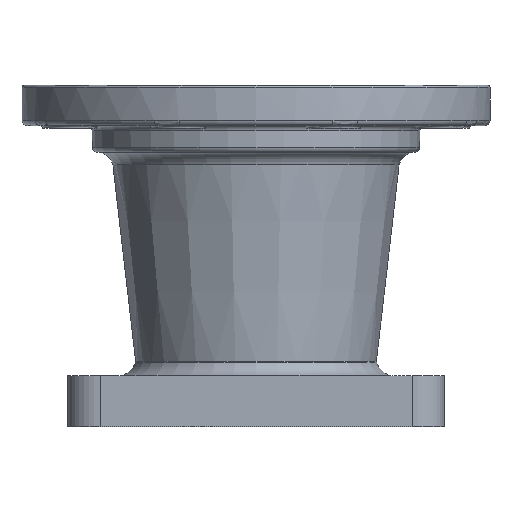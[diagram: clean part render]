
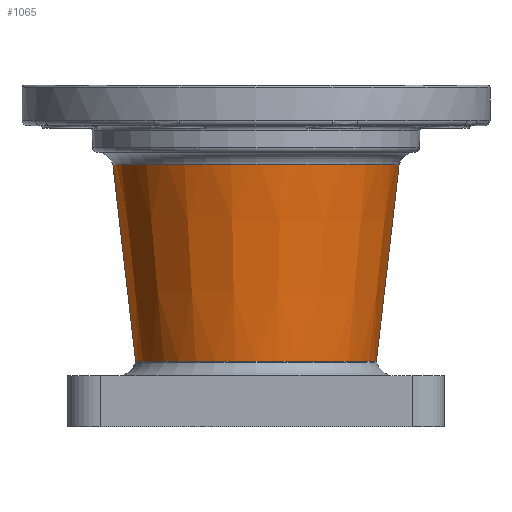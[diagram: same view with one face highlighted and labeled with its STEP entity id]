
A CAD part, front view. The second image highlights one B-rep face of the part: STEP entity #1065.
In plain terms, the highlighted conical face has half-angle 6.605 degrees and reference radius 44.699 mm.
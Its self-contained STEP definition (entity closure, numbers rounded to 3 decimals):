
#385 = ORIENTED_EDGE ( 'NONE', *, *, #3113, .T. ) ;
#387 = ORIENTED_EDGE ( 'NONE', *, *, #3175, .F. ) ;
#389 = ORIENTED_EDGE ( 'NONE', *, *, #3123, .T. ) ;
#415 = ORIENTED_EDGE ( 'NONE', *, *, #3125, .F. ) ;
#1065 = ADVANCED_FACE ( 'NONE', ( #5948 ), #5947, .T. ) ;
#3113 = EDGE_CURVE ( 'NONE', #3910, #3913, #3363, .T. ) ;
#3123 = EDGE_CURVE ( 'NONE', #3911, #3910, #3346, .T. ) ;
#3125 = EDGE_CURVE ( 'NONE', #3908, #3913, #3345, .T. ) ;
#3175 = EDGE_CURVE ( 'NONE', #3911, #3908, #3286, .T. ) ;
#3286 = LINE ( 'NONE', #9092, #3295 ) ;
#3295 = VECTOR ( 'NONE', #9098, 1000. ) ;
#3345 = CIRCLE ( 'NONE', #13537, 53.801 ) ;
#3346 = CIRCLE ( 'NONE', #13534, 44.699 ) ;
#3362 = VECTOR ( 'NONE', #8896, 1000. ) ;
#3363 = LINE ( 'NONE', #8895, #3362 ) ;
#3908 = VERTEX_POINT ( 'NONE', #9264 ) ;
#3910 = VERTEX_POINT ( 'NONE', #9268 ) ;
#3911 = VERTEX_POINT ( 'NONE', #9269 ) ;
#3913 = VERTEX_POINT ( 'NONE', #9271 ) ;
#4278 = DIRECTION ( 'NONE',  ( 1., 0., 0. ) ) ;
#4279 = DIRECTION ( 'NONE',  ( 0., 0., 1. ) ) ;
#4287 = CARTESIAN_POINT ( 'NONE',  ( 0., 0., -92.049 ) ) ;
#5947 = CONICAL_SURFACE ( 'NONE', #12761, 44.699, 0.115 ) ;
#5948 = FACE_OUTER_BOUND ( 'NONE', #6257, .T. ) ;
#6257 = EDGE_LOOP ( 'NONE', ( #387, #389, #385, #415 ) ) ;
#8895 = CARTESIAN_POINT ( 'NONE',  ( 44.699, 0., -92.049 ) ) ;
#8896 = DIRECTION ( 'NONE',  ( 0.115, 0., 0.993 ) ) ;
#8909 = CARTESIAN_POINT ( 'NONE',  ( 0., 0., -13.451 ) ) ;
#8934 = CARTESIAN_POINT ( 'NONE',  ( 0., 0., -92.049 ) ) ;
#8936 = DIRECTION ( 'NONE',  ( 0., 0., 1. ) ) ;
#8937 = DIRECTION ( 'NONE',  ( 1., 0., 0. ) ) ;
#8940 = DIRECTION ( 'NONE',  ( 0., 0., 1. ) ) ;
#8941 = DIRECTION ( 'NONE',  ( 1., 0., 0. ) ) ;
#9092 = CARTESIAN_POINT ( 'NONE',  ( -44.699, 0., -92.049 ) ) ;
#9098 = DIRECTION ( 'NONE',  ( -0.115, 0., 0.993 ) ) ;
#9264 = CARTESIAN_POINT ( 'NONE',  ( -53.801, 0., -13.451 ) ) ;
#9268 = CARTESIAN_POINT ( 'NONE',  ( 44.699, 0., -92.049 ) ) ;
#9269 = CARTESIAN_POINT ( 'NONE',  ( -44.699, 0., -92.049 ) ) ;
#9271 = CARTESIAN_POINT ( 'NONE',  ( 53.801, 0., -13.451 ) ) ;
#12761 = AXIS2_PLACEMENT_3D ( 'NONE', #4287, #4279, #4278 ) ;
#13534 = AXIS2_PLACEMENT_3D ( 'NONE', #8934, #8936, #8937 ) ;
#13537 = AXIS2_PLACEMENT_3D ( 'NONE', #8909, #8940, #8941 ) ;
